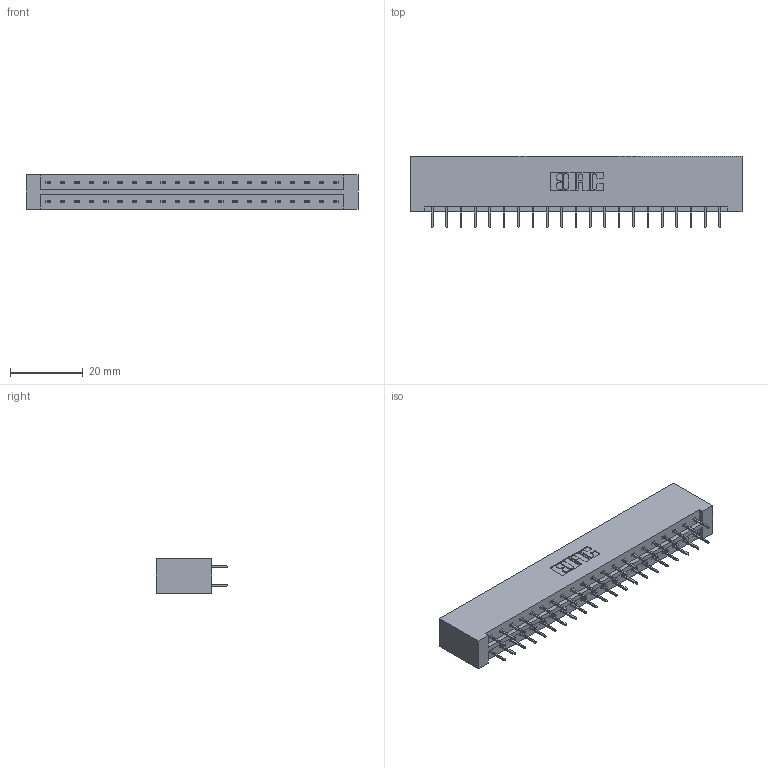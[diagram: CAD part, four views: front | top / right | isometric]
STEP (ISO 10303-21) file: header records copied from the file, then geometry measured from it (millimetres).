
FILE_DESCRIPTION (( 'STEP AP203' ), '1' );
FILE_NAME ('833-042-524-201.STEP', '2020-06-03T20:53:28', ( '' ), ( '' ), 'SwSTEP 2.0', 'SolidWorks 2020', '' );
FILE_SCHEMA (( 'CONFIG_CONTROL_DESIGN' ));
Length unit declared in the file: inch
Products named in the file (3): 833-042-524-201; 345-292-001_345-293-124; 833 Part_Lugless
Assembly tree (43 placements, depth 2):
  833-042-524-201
    833 Part_Lugless
    345-292-001_345-293-124  x42
Bounding box: 91.47 x 19.69 x 9.4 mm (x, y, z)
Volume: 9710.4 mm3; surface area: 11088 mm2
Topology: 43 solids, 43 shells, 2458 faces, 6965 edges, 4474 vertices
Faces by surface type: plane 1830, cylinder 628
Entity records: 16023 total; most frequent: CARTESIAN_POINT 2678, ORIENTED_EDGE 2614, DIRECTION 2319, EDGE_CURVE 1307, LINE 1191, VECTOR 1191, VERTEX_POINT 866, AXIS2_PLACEMENT_3D 564
